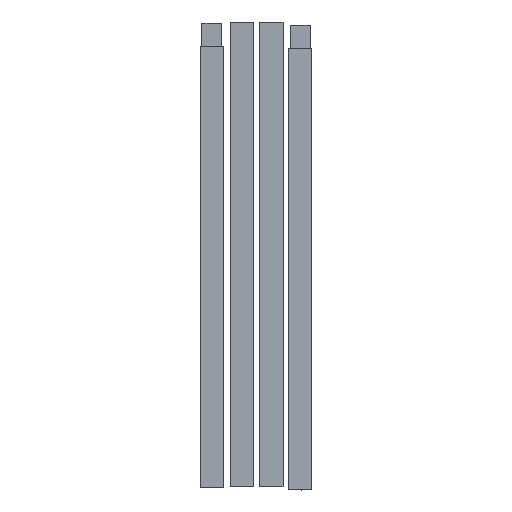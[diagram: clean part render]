
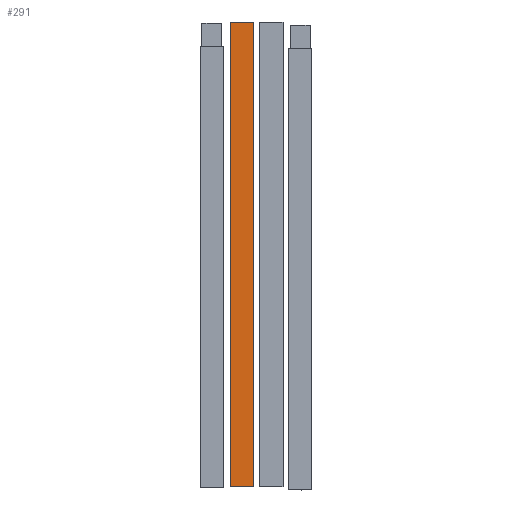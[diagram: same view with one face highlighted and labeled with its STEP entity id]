
A CAD part, top view. The second image highlights one B-rep face of the part: STEP entity #291.
In plain terms, the highlighted planar face has unit normal (0, 0, 1).
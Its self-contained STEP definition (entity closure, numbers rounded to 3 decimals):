
#63=FACE_OUTER_BOUND('',#83,.T.);
#83=EDGE_LOOP('',(#203,#204,#205,#206));
#103=LINE('',#458,#123);
#104=LINE('',#460,#124);
#105=LINE('',#462,#125);
#106=LINE('',#463,#126);
#123=VECTOR('',#362,10.);
#124=VECTOR('',#363,10.);
#125=VECTOR('',#364,10.);
#126=VECTOR('',#365,10.);
#143=VERTEX_POINT('',#456);
#144=VERTEX_POINT('',#457);
#145=VERTEX_POINT('',#459);
#146=VERTEX_POINT('',#461);
#167=EDGE_CURVE('',#143,#144,#103,.T.);
#168=EDGE_CURVE('',#143,#145,#104,.T.);
#169=EDGE_CURVE('',#146,#145,#105,.T.);
#170=EDGE_CURVE('',#144,#146,#106,.T.);
#203=ORIENTED_EDGE('',*,*,#167,.F.);
#204=ORIENTED_EDGE('',*,*,#168,.T.);
#205=ORIENTED_EDGE('',*,*,#169,.F.);
#206=ORIENTED_EDGE('',*,*,#170,.F.);
#275=PLANE('',#318);
#291=ADVANCED_FACE('',(#63),#275,.T.);
#318=AXIS2_PLACEMENT_3D('',#455,#360,#361);
#360=DIRECTION('center_axis',(0.,0.,
1.));
#361=DIRECTION('ref_axis',(1.,0.,0.));
#362=DIRECTION('',(-1.,0.,0.));
#363=DIRECTION('',(0.,1.,0.));
#364=DIRECTION('',(1.,0.,0.));
#365=DIRECTION('',(0.,1.,0.));
#455=CARTESIAN_POINT('Origin',(-25.,0.,10.466));
#456=CARTESIAN_POINT('',(25.,0.,10.466));
#457=CARTESIAN_POINT('',(-25.,0.,10.466));
#458=CARTESIAN_POINT('',(25.,0.,10.466));
#459=CARTESIAN_POINT('',(25.,1000.,10.466));
#460=CARTESIAN_POINT('',(25.,0.,10.466));
#461=CARTESIAN_POINT('',(-25.,1000.,10.466));
#462=CARTESIAN_POINT('',(25.,1000.,10.466));
#463=CARTESIAN_POINT('',(-25.,0.,10.466));
